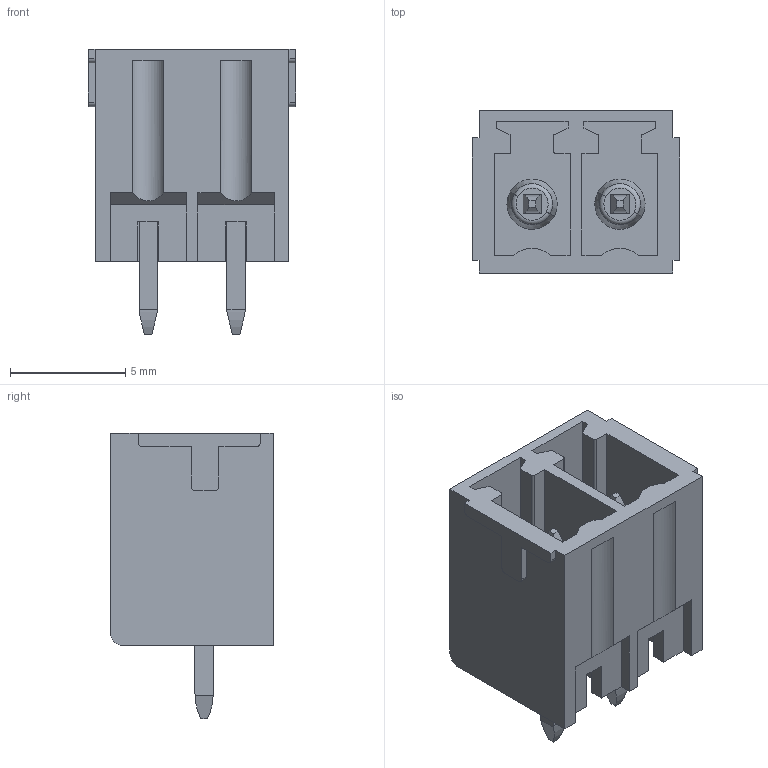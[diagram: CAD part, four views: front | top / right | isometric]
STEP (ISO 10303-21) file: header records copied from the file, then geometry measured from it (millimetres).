
FILE_DESCRIPTION(('CATIA V5 STEP Exchange','CAx-IF Rec.Pracs.--- Model Styling and Organization---1.4--- 2014-01-23'),'2;1');
FILE_NAME ('D1486519_0_1793610000_1793610000.stp','2021-05-19T13:09:01+00:00',('none'),('Weidmueller'),'CATIA Version 5-6 Release 2016 SP3 HF44','CATIA V5 STEP AP214','none');
FILE_SCHEMA(('AUTOMOTIVE_DESIGN { 1 0 10303 214 1 1 1 1 }'));
Length unit declared in the file: millimetre
Products named in the file (1): 1793610000
Bounding box: 9.01 x 7.05 x 12.4 mm (x, y, z)
Volume: 268 mm3; surface area: 876.9 mm2
Topology: 3 solids, 3 shells, 181 faces, 516 edges, 347 vertices
Faces by surface type: plane 132, cylinder 41, cone 4, torus 4
Entity records: 5909 total; most frequent: CARTESIAN_POINT 1149, ORIENTED_EDGE 1032, DIRECTION 775, EDGE_CURVE 516, VECTOR 410, LINE 410, VERTEX_POINT 347, AXIS2_PLACEMENT_3D 226
